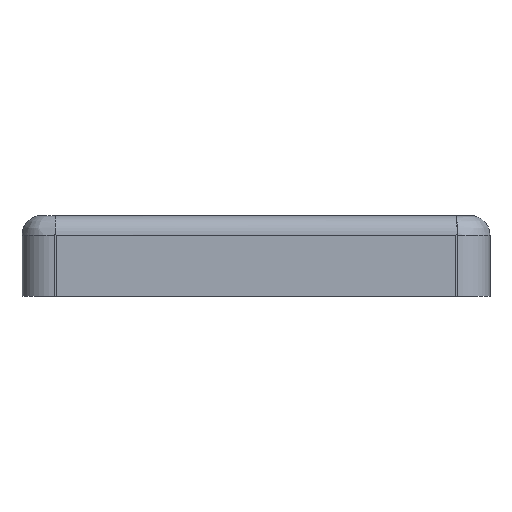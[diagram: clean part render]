
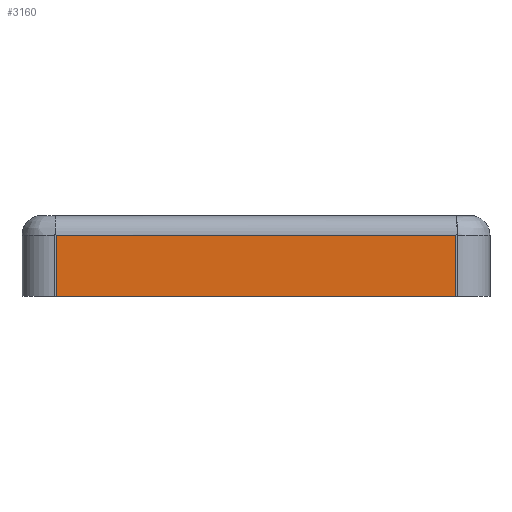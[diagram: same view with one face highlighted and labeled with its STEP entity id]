
A CAD part, front view. The second image highlights one B-rep face of the part: STEP entity #3160.
In plain terms, the highlighted planar face has unit normal (0, -1, 0).
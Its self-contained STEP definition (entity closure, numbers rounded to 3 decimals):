
#199=FACE_OUTER_BOUND('',#403,.T.);
#403=EDGE_LOOP('',(#2568,#2569,#2570,#2571));
#704=LINE('',#4678,#1063);
#809=LINE('',#5156,#1168);
#811=LINE('',#5179,#1170);
#848=LINE('',#5321,#1207);
#1063=VECTOR('',#3699,10.);
#1168=VECTOR('',#3874,10.);
#1170=VECTOR('',#3880,10.);
#1207=VECTOR('',#4003,10.);
#1437=VERTEX_POINT('',#4675);
#1438=VERTEX_POINT('',#4677);
#1562=VERTEX_POINT('',#5153);
#1563=VERTEX_POINT('',#5155);
#1742=EDGE_CURVE('',#1437,#1438,#704,.T.);
#1883=EDGE_CURVE('',#1562,#1563,#809,.T.);
#1887=EDGE_CURVE('',#1438,#1562,#811,.T.);
#1932=EDGE_CURVE('',#1437,#1563,#848,.T.);
#2568=ORIENTED_EDGE('',*,*,#1883,.F.);
#2569=ORIENTED_EDGE('',*,*,#1887,.F.);
#2570=ORIENTED_EDGE('',*,*,#1742,.F.);
#2571=ORIENTED_EDGE('',*,*,#1932,.T.);
#3006=PLANE('',#3392);
#3160=ADVANCED_FACE('',(#199),#3006,.T.);
#3392=AXIS2_PLACEMENT_3D('',#5322,#4004,#4005);
#3699=DIRECTION('',(-1.,0.,0.));
#3874=DIRECTION('',(1.,0.,0.));
#3880=DIRECTION('',(0.,0.,1.));
#4003=DIRECTION('',(0.,0.,1.));
#4004=DIRECTION('center_axis',(0.,-1.,0.));
#4005=DIRECTION('ref_axis',(1.,0.,0.));
#4675=CARTESIAN_POINT('',(126.873,-128.358,-6.085));
#4677=CARTESIAN_POINT('',(45.032,-128.358,-6.085));
#4678=CARTESIAN_POINT('',(126.873,-128.358,-6.085));
#5153=CARTESIAN_POINT('',(45.032,-128.358,6.438));
#5155=CARTESIAN_POINT('',(126.873,-128.358,6.438));
#5156=CARTESIAN_POINT('',(65.492,-128.358,6.438));
#5179=CARTESIAN_POINT('',(45.032,-128.358,7.438));
#5321=CARTESIAN_POINT('',(126.873,-128.358,7.438));
#5322=CARTESIAN_POINT('Origin',(45.032,-128.358,7.438));
